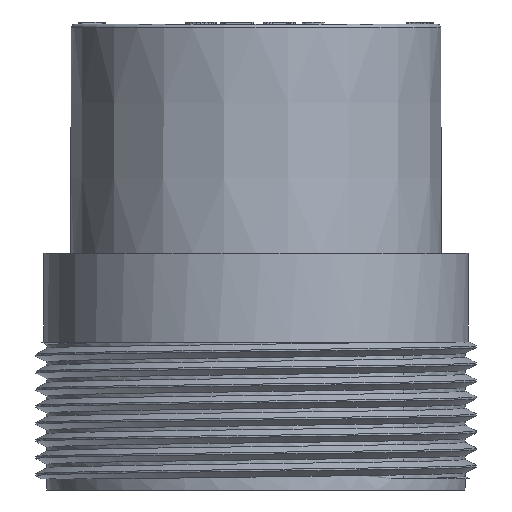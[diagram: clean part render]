
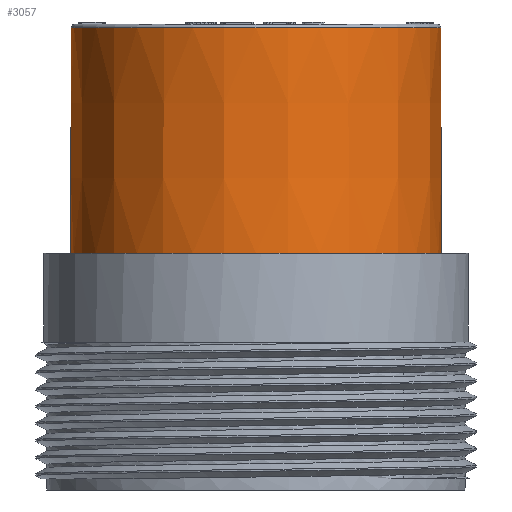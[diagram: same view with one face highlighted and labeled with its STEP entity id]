
A CAD part, left-side view. The second image highlights one B-rep face of the part: STEP entity #3057.
In plain terms, the highlighted conical face has half-angle 0.092 degrees and reference radius 25.05 mm.
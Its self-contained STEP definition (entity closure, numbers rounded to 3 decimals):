
#109=CONICAL_SURFACE('',#10848,25.05,0.092);
#3057=ADVANCED_FACE('',(#4165,#4166),#109,.T.);
#4165=FACE_BOUND('',#4238,.T.);
#4166=FACE_BOUND('',#4239,.T.);
#4238=EDGE_LOOP('',(#5270));
#4239=EDGE_LOOP('',(#5271));
#5270=ORIENTED_EDGE('',*,*,#9166,.T.);
#5271=ORIENTED_EDGE('',*,*,#9595,.T.);
#8078=VERTEX_POINT('',#13166);
#8502=VERTEX_POINT('',#18079);
#9166=EDGE_CURVE('',#8078,#8078,#10791,.T.);
#9595=EDGE_CURVE('',#8502,#8502,#10808,.T.);
#10791=CIRCLE('',#10822,25.05);
#10808=CIRCLE('',#10847,25.001);
#10822=AXIS2_PLACEMENT_3D('',#13165,#11370,#11371);
#10847=AXIS2_PLACEMENT_3D('',#18078,#11424,#11425);
#10848=AXIS2_PLACEMENT_3D('',#18080,#11426,#11427);
#11370=DIRECTION('',(0.,0.,1.));
#11371=DIRECTION('',(0.,1.,0.));
#11424=DIRECTION('',(0.,0.,-1.));
#11425=DIRECTION('',(0.,1.,0.));
#11426=DIRECTION('',(0.,0.,-1.));
#11427=DIRECTION('',(0.,-1.,0.));
#13165=CARTESIAN_POINT('',(-213.,423.5,14.504));
#13166=CARTESIAN_POINT('',(-213.,448.55,14.504));
#18078=CARTESIAN_POINT('',(-213.,423.5,45.005));
#18079=CARTESIAN_POINT('',(-213.,448.501,45.005));
#18080=CARTESIAN_POINT('',(-213.,423.5,14.504));
